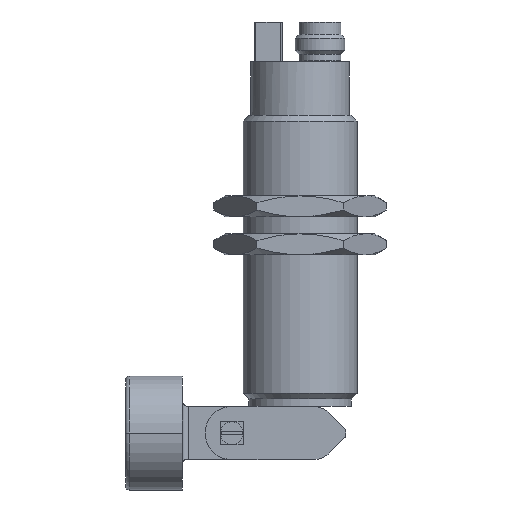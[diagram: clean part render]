
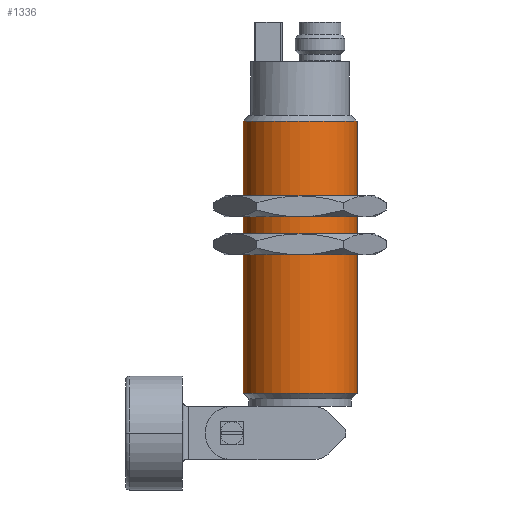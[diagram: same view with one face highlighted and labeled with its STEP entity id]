
A CAD part, front view. The second image highlights one B-rep face of the part: STEP entity #1336.
In plain terms, the highlighted cylindrical face has radius 15 mm (diameter 30 mm), a partial arc.
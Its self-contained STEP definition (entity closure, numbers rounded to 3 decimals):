
#56=DIRECTION('',(0.,0.,1.));
#57=VECTOR('',#56,71.7);
#58=CARTESIAN_POINT('',(15.,0.,1.5));
#59=LINE('',#58,#57);
#100=CARTESIAN_POINT('',(0.,0.,73.2));
#101=DIRECTION('',(0.,0.,1.));
#102=DIRECTION('',(-1.,0.,0.));
#103=AXIS2_PLACEMENT_3D('',#100,#101,#102);
#108=CARTESIAN_POINT('',(0.,0.,1.5));
#109=DIRECTION('',(0.,0.,-1.));
#110=DIRECTION('',(1.,0.,0.));
#111=AXIS2_PLACEMENT_3D('',#108,#109,#110);
#116=DIRECTION('',(0.,0.,1.));
#117=VECTOR('',#116,71.7);
#118=CARTESIAN_POINT('',(-15.,0.,
1.5));
#119=LINE('',#118,#117);
#1087=CARTESIAN_POINT('',(-15.,0.,73.2));
#1088=CARTESIAN_POINT('',(15.,0.,73.2));
#1089=VERTEX_POINT('',#1087);
#1090=VERTEX_POINT('',#1088);
#1091=CARTESIAN_POINT('',(15.,0.,1.5));
#1092=CARTESIAN_POINT('',(-15.,0.,1.5));
#1093=VERTEX_POINT('',#1091);
#1094=VERTEX_POINT('',#1092);
#1324=CARTESIAN_POINT('',(0.,0.,0.));
#1325=DIRECTION('',(0.,0.,1.));
#1326=DIRECTION('',(1.,0.,0.));
#1327=AXIS2_PLACEMENT_3D('',#1324,#1325,#1326);
#1328=CYLINDRICAL_SURFACE('',#1327,15.);
#1329=ORIENTED_EDGE('',*,*,#1318,.T.);
#1330=ORIENTED_EDGE('',*,*,#1274,.F.);
#1332=ORIENTED_EDGE('',*,*,#1331,.T.);
#1333=ORIENTED_EDGE('',*,*,#1270,.T.);
#1334=EDGE_LOOP('',(#1329,#1330,#1332,#1333));
#1335=FACE_OUTER_BOUND('',#1334,.F.);
#1336=ADVANCED_FACE('',(#1335),#1328,.T.);
#104=CIRCLE('',#103,15.);
#112=CIRCLE('',#111,15.);
#1270=EDGE_CURVE('',#1094,#1089,#119,.T.);
#1274=EDGE_CURVE('',#1093,#1090,#59,.T.);
#1318=EDGE_CURVE('',#1089,#1090,#104,.T.);
#1331=EDGE_CURVE('',#1093,#1094,#112,.T.);
